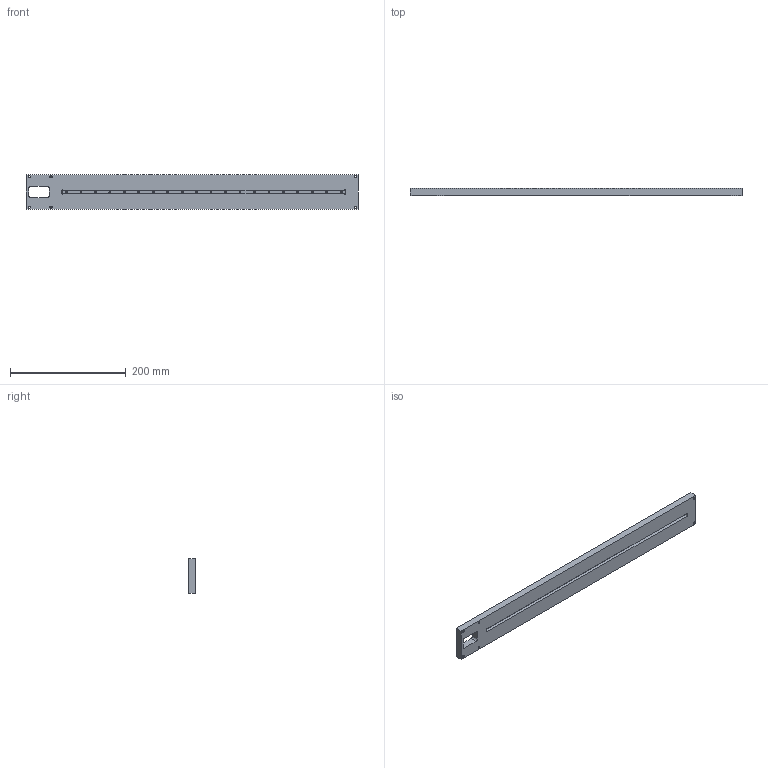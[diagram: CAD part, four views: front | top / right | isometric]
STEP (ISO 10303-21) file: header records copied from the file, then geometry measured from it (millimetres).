
FILE_DESCRIPTION(/* description */ (''),/* implementation_level */ '2;1');
FILE_NAME(/* name */ 'Base plate v38.step',/* time_stamp */ '2019-03-03T17:54:14+01:00',/* author */ ('emytass'),/* organization */ (''),/* preprocessor_version */ 'ST-DEVELOPER v17.2',/* originating_system */ 'Autodesk Translation Framework v7.6.0.251',/* authorisation */ '');
FILE_SCHEMA (('AUTOMOTIVE_DESIGN { 1 0 10303 214 3 1 1 }'));
Length unit declared in the file: millimetre
Products named in the file (1): Base plate
Bounding box: 574 x 12 x 60.3 mm (x, y, z)
Volume: 387321.3 mm3; surface area: 91887.9 mm2
Topology: 1 solids, 1 shells, 49 faces, 158 edges, 112 vertices
Faces by surface type: cylinder 34, plane 15
Full cylindrical faces by diameter (mm): 3 x20, 4 x6
Entity records: 1967 total; most frequent: DIRECTION 346, CARTESIAN_POINT 320, ORIENTED_EDGE 316, EDGE_CURVE 158, AXIS2_PLACEMENT_3D 138, VERTEX_POINT 112, EDGE_LOOP 104, CIRCLE 88
